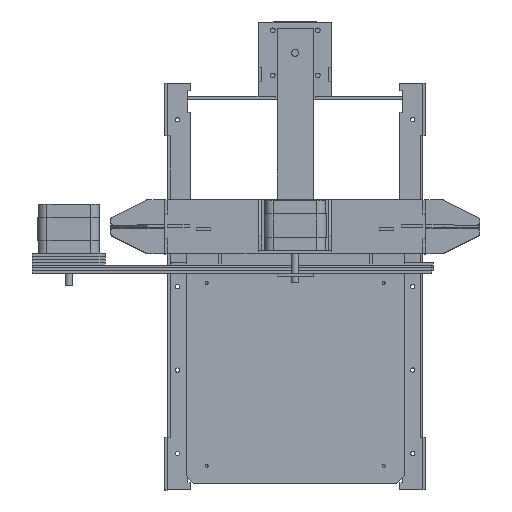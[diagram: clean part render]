
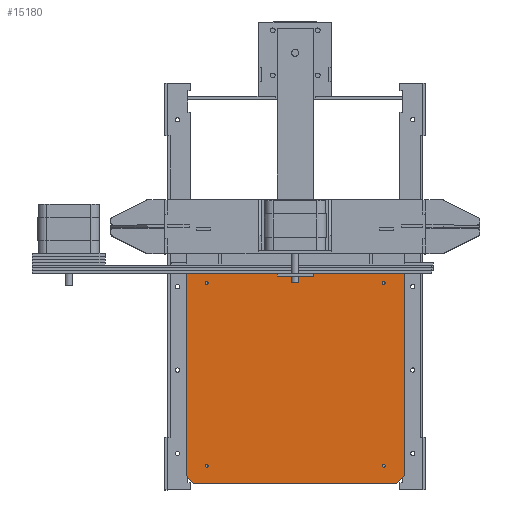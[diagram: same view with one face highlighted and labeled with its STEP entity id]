
A CAD part, top view. The second image highlights one B-rep face of the part: STEP entity #15180.
In plain terms, the highlighted planar face has unit normal (0, 0, 1).
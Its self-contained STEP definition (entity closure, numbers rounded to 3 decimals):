
#235=CIRCLE('',#16908,1.);
#236=CIRCLE('',#16909,1.);
#237=CIRCLE('',#16910,1.);
#238=CIRCLE('',#16911,1.);
#3521=ORIENTED_EDGE('',*,*,#6163,.T.);
#3522=ORIENTED_EDGE('',*,*,#6164,.T.);
#3523=ORIENTED_EDGE('',*,*,#6165,.T.);
#3524=ORIENTED_EDGE('',*,*,#6166,.T.);
#3525=ORIENTED_EDGE('',*,*,#6141,.T.);
#3526=ORIENTED_EDGE('',*,*,#6167,.T.);
#3527=ORIENTED_EDGE('',*,*,#6143,.T.);
#3528=ORIENTED_EDGE('',*,*,#6168,.T.);
#3529=ORIENTED_EDGE('',*,*,#6147,.T.);
#3530=ORIENTED_EDGE('',*,*,#6169,.T.);
#3531=ORIENTED_EDGE('',*,*,#6151,.T.);
#3532=ORIENTED_EDGE('',*,*,#6170,.T.);
#6141=EDGE_CURVE('',#7723,#7722,#9412,.T.);
#6143=EDGE_CURVE('',#7724,#7725,#9414,.T.);
#6147=EDGE_CURVE('',#7728,#7729,#9418,.T.);
#6151=EDGE_CURVE('',#7732,#7733,#9422,.T.);
#6163=EDGE_CURVE('',#7740,#7740,#235,.T.);
#6164=EDGE_CURVE('',#7741,#7741,#236,.T.);
#6165=EDGE_CURVE('',#7742,#7742,#237,.T.);
#6166=EDGE_CURVE('',#7743,#7743,#238,.T.);
#6167=EDGE_CURVE('',#7722,#7724,#9430,.F.);
#6168=EDGE_CURVE('',#7725,#7728,#9431,.F.);
#6169=EDGE_CURVE('',#7729,#7732,#9432,.F.);
#6170=EDGE_CURVE('',#7733,#7723,#9433,.F.);
#7722=VERTEX_POINT('',#24102);
#7723=VERTEX_POINT('',#24104);
#7724=VERTEX_POINT('',#24108);
#7725=VERTEX_POINT('',#24109);
#7728=VERTEX_POINT('',#24117);
#7729=VERTEX_POINT('',#24118);
#7732=VERTEX_POINT('',#24126);
#7733=VERTEX_POINT('',#24127);
#7740=VERTEX_POINT('',#24148);
#7741=VERTEX_POINT('',#24150);
#7742=VERTEX_POINT('',#24152);
#7743=VERTEX_POINT('',#24154);
#9412=LINE('',#24103,#11245);
#9414=LINE('',#24107,#11247);
#9418=LINE('',#24116,#11251);
#9422=LINE('',#24125,#11255);
#9430=LINE('',#24155,#11263);
#9431=LINE('',#24156,#11264);
#9432=LINE('',#24157,#11265);
#9433=LINE('',#24158,#11266);
#11245=VECTOR('',#19913,1000.);
#11247=VECTOR('',#19917,1000.);
#11251=VECTOR('',#19923,1000.);
#11255=VECTOR('',#19929,1000.);
#11263=VECTOR('',#19957,1000.);
#11264=VECTOR('',#19958,1000.);
#11265=VECTOR('',#19959,1000.);
#11266=VECTOR('',#19960,1000.);
#12543=EDGE_LOOP('',(#3521));
#12544=EDGE_LOOP('',(#3522));
#12545=EDGE_LOOP('',(#3523));
#12546=EDGE_LOOP('',(#3524));
#12547=EDGE_LOOP('',(#3525,#3526,#3527,#3528,#3529,#3530,#3531,#3532));
#13604=FACE_BOUND('',#12543,.T.);
#13605=FACE_BOUND('',#12544,.T.);
#13606=FACE_BOUND('',#12545,.T.);
#13607=FACE_BOUND('',#12546,.T.);
#13608=FACE_BOUND('',#12547,.T.);
#14422=PLANE('',#16907);
#15180=ADVANCED_FACE('',(#13604,#13605,#13606,#13607,#13608),#14422,.T.);
#16907=AXIS2_PLACEMENT_3D('',#24146,#19947,#19948);
#16908=AXIS2_PLACEMENT_3D('',#24147,#19949,#19950);
#16909=AXIS2_PLACEMENT_3D('',#24149,#19951,#19952);
#16910=AXIS2_PLACEMENT_3D('',#24151,#19953,#19954);
#16911=AXIS2_PLACEMENT_3D('',#24153,#19955,#19956);
#19913=DIRECTION('',(-1.,0.,0.));
#19917=DIRECTION('',(0.,-1.,0.));
#19923=DIRECTION('',(1.,0.,0.));
#19929=DIRECTION('',(0.,1.,0.));
#19947=DIRECTION('',(0.,0.,1.));
#19948=DIRECTION('',(1.,0.,0.));
#19949=DIRECTION('',(0.,0.,-1.));
#19950=DIRECTION('',(1.,0.,0.));
#19951=DIRECTION('',(0.,0.,-1.));
#19952=DIRECTION('',(1.,0.,0.));
#19953=DIRECTION('',(0.,0.,-1.));
#19954=DIRECTION('',(1.,0.,0.));
#19955=DIRECTION('',(0.,0.,-1.));
#19956=DIRECTION('',(1.,0.,0.));
#19957=DIRECTION('',(0.707,0.707,0.));
#19958=DIRECTION('',(-0.707,0.707,0.));
#19959=DIRECTION('',(-0.707,-0.707,0.));
#19960=DIRECTION('',(0.707,-0.707,0.));
#24102=CARTESIAN_POINT('',(-70.,75.,0.));
#24103=CARTESIAN_POINT('',(75.,75.,0.));
#24104=CARTESIAN_POINT('',(70.,75.,0.));
#24107=CARTESIAN_POINT('',(-75.,75.,0.));
#24108=CARTESIAN_POINT('',(-75.,70.,0.));
#24109=CARTESIAN_POINT('',(-75.,-70.,0.));
#24116=CARTESIAN_POINT('',(-75.,-75.,0.));
#24117=CARTESIAN_POINT('',(-70.,-75.,0.));
#24118=CARTESIAN_POINT('',(70.,-75.,0.));
#24125=CARTESIAN_POINT('',(75.,-75.,0.));
#24126=CARTESIAN_POINT('',(75.,-70.,0.));
#24127=CARTESIAN_POINT('',(75.,70.,0.));
#24146=CARTESIAN_POINT('',(0.,0.,0.));
#24147=CARTESIAN_POINT('',(61.,63.,0.));
#24148=CARTESIAN_POINT('',(62.,63.,0.));
#24149=CARTESIAN_POINT('',(-61.,63.,0.));
#24150=CARTESIAN_POINT('',(-60.,63.,0.));
#24151=CARTESIAN_POINT('',(-61.,-63.,0.));
#24152=CARTESIAN_POINT('',(-60.,-63.,0.));
#24153=CARTESIAN_POINT('',(61.,-63.,0.));
#24154=CARTESIAN_POINT('',(62.,-63.,0.));
#24155=CARTESIAN_POINT('',(-72.5,72.5,0.));
#24156=CARTESIAN_POINT('',(-72.5,-72.5,0.));
#24157=CARTESIAN_POINT('',(72.5,-72.5,0.));
#24158=CARTESIAN_POINT('',(72.5,72.5,0.));
